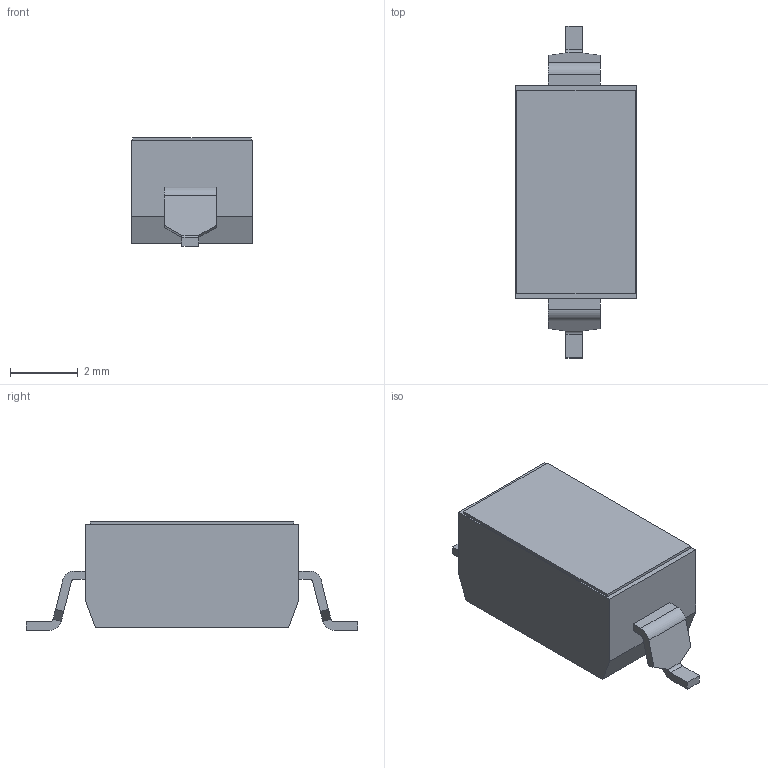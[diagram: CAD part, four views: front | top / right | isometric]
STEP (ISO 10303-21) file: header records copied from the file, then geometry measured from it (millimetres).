
FILE_DESCRIPTION((' '),'2;1');
FILE_NAME('KAE01TGGx.stp','2017-07-28T13:38:17',(' '),(' '),' ','ACIS',' ');
FILE_SCHEMA(('CONFIG_CONTROL_DESIGN'));
Length unit declared in the file: inch
Products named in the file (1): KAE01TGGx.stp
Bounding box: 3.58 x 9.8 x 3.21 mm (x, y, z)
Volume: 70.7 mm3; surface area: 126.4 mm2
Topology: 1 solids, 2 shells, 62 faces, 158 edges, 102 vertices
Faces by surface type: plane 54, cylinder 8
Entity records: 1949 total; most frequent: CARTESIAN_POINT 323, ORIENTED_EDGE 316, DIRECTION 300, EDGE_CURVE 158, VECTOR 142, LINE 142, VERTEX_POINT 102, AXIS2_PLACEMENT_3D 79
